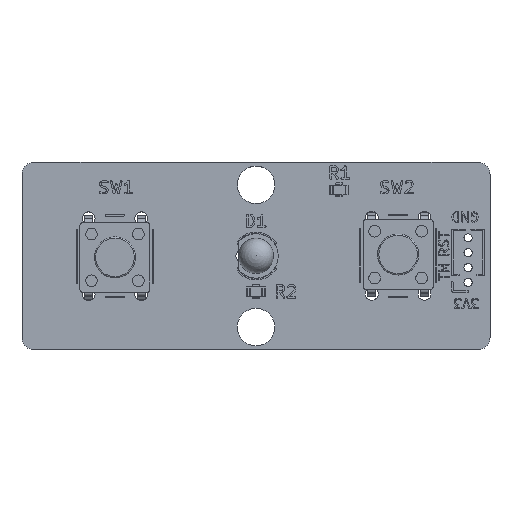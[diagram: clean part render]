
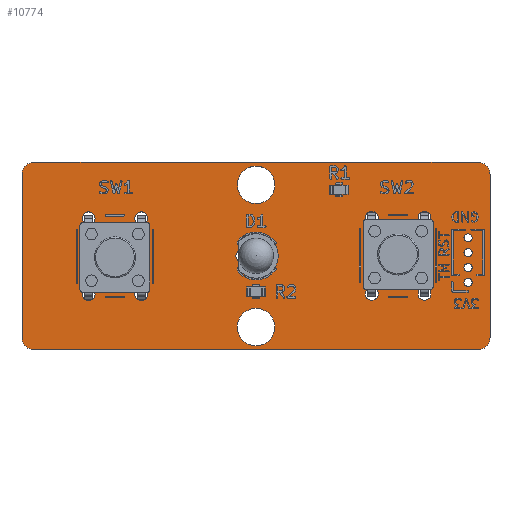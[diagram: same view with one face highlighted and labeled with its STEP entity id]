
A CAD part, top view. The second image highlights one B-rep face of the part: STEP entity #10774.
In plain terms, the highlighted planar face has unit normal (0, 0, 1).
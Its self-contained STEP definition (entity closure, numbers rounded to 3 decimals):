
#10433 = VERTEX_POINT('',#10434);
#10434 = CARTESIAN_POINT('',(113.46,-93.75,1.51));
#10440 = EDGE_CURVE('',#10433,#10441,#10443,.T.);
#10441 = VERTEX_POINT('',#10442);
#10442 = CARTESIAN_POINT('',(114.46,-94.75,1.51));
#10443 = CIRCLE('',#10444,1.);
#10444 = AXIS2_PLACEMENT_3D('',#10445,#10446,#10447);
#10445 = CARTESIAN_POINT('',(113.46,-94.75,1.51));
#10446 = DIRECTION('',(0.,0.,-1.));
#10447 = DIRECTION('',(0.,1.,0.));
#10475 = VERTEX_POINT('',#10476);
#10476 = CARTESIAN_POINT('',(105.46,-93.75,1.51));
#10482 = EDGE_CURVE('',#10475,#10433,#10483,.T.);
#10483 = LINE('',#10484,#10485);
#10484 = CARTESIAN_POINT('',(105.46,-93.75,1.51));
#10485 = VECTOR('',#10486,1.);
#10486 = DIRECTION('',(1.,0.,0.));
#10504 = EDGE_CURVE('',#10441,#10505,#10507,.T.);
#10505 = VERTEX_POINT('',#10506);
#10506 = CARTESIAN_POINT('',(114.46,-108.75,1.51));
#10507 = LINE('',#10508,#10509);
#10508 = CARTESIAN_POINT('',(114.46,-94.75,1.51));
#10509 = VECTOR('',#10510,1.);
#10510 = DIRECTION('',(0.,-1.,0.));
#10774 = ADVANCED_FACE('',(#10775,#10837,#10848,#10859,#10870,#10881,
    #10892,#10903,#10914,#10925,#10936,#10947,#10958,#10969,#10980,
    #10991,#11002),#11013,.T.);
#10775 = FACE_BOUND('',#10776,.T.);
#10776 = EDGE_LOOP('',(#10777,#10778,#10779,#10787,#10795,#10804,#10812,
    #10821,#10829,#10836));
#10777 = ORIENTED_EDGE('',*,*,#10440,.F.);
#10778 = ORIENTED_EDGE('',*,*,#10482,.F.);
#10779 = ORIENTED_EDGE('',*,*,#10780,.F.);
#10780 = EDGE_CURVE('',#10781,#10475,#10783,.T.);
#10781 = VERTEX_POINT('',#10782);
#10782 = CARTESIAN_POINT('',(83.46,-93.75,1.51));
#10783 = LINE('',#10784,#10785);
#10784 = CARTESIAN_POINT('',(83.46,-93.75,1.51));
#10785 = VECTOR('',#10786,1.);
#10786 = DIRECTION('',(1.,0.,0.));
#10787 = ORIENTED_EDGE('',*,*,#10788,.F.);
#10788 = EDGE_CURVE('',#10789,#10781,#10791,.T.);
#10789 = VERTEX_POINT('',#10790);
#10790 = CARTESIAN_POINT('',(75.46,-93.75,1.51));
#10791 = LINE('',#10792,#10793);
#10792 = CARTESIAN_POINT('',(75.46,-93.75,1.51));
#10793 = VECTOR('',#10794,1.);
#10794 = DIRECTION('',(1.,0.,0.));
#10795 = ORIENTED_EDGE('',*,*,#10796,.F.);
#10796 = EDGE_CURVE('',#10797,#10789,#10799,.T.);
#10797 = VERTEX_POINT('',#10798);
#10798 = CARTESIAN_POINT('',(74.46,-94.75,1.51));
#10799 = CIRCLE('',#10800,1.);
#10800 = AXIS2_PLACEMENT_3D('',#10801,#10802,#10803);
#10801 = CARTESIAN_POINT('',(75.46,-94.75,1.51));
#10802 = DIRECTION('',(0.,0.,-1.));
#10803 = DIRECTION('',(-1.,0.,-0.));
#10804 = ORIENTED_EDGE('',*,*,#10805,.F.);
#10805 = EDGE_CURVE('',#10806,#10797,#10808,.T.);
#10806 = VERTEX_POINT('',#10807);
#10807 = CARTESIAN_POINT('',(74.46,-108.75,1.51));
#10808 = LINE('',#10809,#10810);
#10809 = CARTESIAN_POINT('',(74.46,-108.75,1.51));
#10810 = VECTOR('',#10811,1.);
#10811 = DIRECTION('',(0.,1.,0.));
#10812 = ORIENTED_EDGE('',*,*,#10813,.F.);
#10813 = EDGE_CURVE('',#10814,#10806,#10816,.T.);
#10814 = VERTEX_POINT('',#10815);
#10815 = CARTESIAN_POINT('',(75.46,-109.75,1.51));
#10816 = CIRCLE('',#10817,1.);
#10817 = AXIS2_PLACEMENT_3D('',#10818,#10819,#10820);
#10818 = CARTESIAN_POINT('',(75.46,-108.75,1.51));
#10819 = DIRECTION('',(0.,0.,-1.));
#10820 = DIRECTION('',(0.,-1.,0.));
#10821 = ORIENTED_EDGE('',*,*,#10822,.F.);
#10822 = EDGE_CURVE('',#10823,#10814,#10825,.T.);
#10823 = VERTEX_POINT('',#10824);
#10824 = CARTESIAN_POINT('',(113.46,-109.75,1.51));
#10825 = LINE('',#10826,#10827);
#10826 = CARTESIAN_POINT('',(113.46,-109.75,1.51));
#10827 = VECTOR('',#10828,1.);
#10828 = DIRECTION('',(-1.,0.,0.));
#10829 = ORIENTED_EDGE('',*,*,#10830,.F.);
#10830 = EDGE_CURVE('',#10505,#10823,#10831,.T.);
#10831 = CIRCLE('',#10832,1.);
#10832 = AXIS2_PLACEMENT_3D('',#10833,#10834,#10835);
#10833 = CARTESIAN_POINT('',(113.46,-108.75,1.51));
#10834 = DIRECTION('',(0.,0.,-1.));
#10835 = DIRECTION('',(1.,0.,0.));
#10836 = ORIENTED_EDGE('',*,*,#10504,.F.);
#10837 = FACE_BOUND('',#10838,.T.);
#10838 = EDGE_LOOP('',(#10839));
#10839 = ORIENTED_EDGE('',*,*,#10840,.T.);
#10840 = EDGE_CURVE('',#10841,#10841,#10843,.T.);
#10841 = VERTEX_POINT('',#10842);
#10842 = CARTESIAN_POINT('',(94.46,-109.43,1.51));
#10843 = CIRCLE('',#10844,1.6);
#10844 = AXIS2_PLACEMENT_3D('',#10845,#10846,#10847);
#10845 = CARTESIAN_POINT('',(94.46,-107.83,1.51));
#10846 = DIRECTION('',(-0.,0.,-1.));
#10847 = DIRECTION('',(0.,-1.,0.));
#10848 = FACE_BOUND('',#10849,.T.);
#10849 = EDGE_LOOP('',(#10850));
#10850 = ORIENTED_EDGE('',*,*,#10851,.T.);
#10851 = EDGE_CURVE('',#10852,#10852,#10854,.T.);
#10852 = VERTEX_POINT('',#10853);
#10853 = CARTESIAN_POINT('',(80.15,-105.58,1.51));
#10854 = CIRCLE('',#10855,0.55);
#10855 = AXIS2_PLACEMENT_3D('',#10856,#10857,#10858);
#10856 = CARTESIAN_POINT('',(80.15,-105.03,1.51));
#10857 = DIRECTION('',(-0.,0.,-1.));
#10858 = DIRECTION('',(-0.,-1.,0.));
#10859 = FACE_BOUND('',#10860,.T.);
#10860 = EDGE_LOOP('',(#10861));
#10861 = ORIENTED_EDGE('',*,*,#10862,.T.);
#10862 = EDGE_CURVE('',#10863,#10863,#10865,.T.);
#10863 = VERTEX_POINT('',#10864);
#10864 = CARTESIAN_POINT('',(84.65,-105.58,1.51));
#10865 = CIRCLE('',#10866,0.55);
#10866 = AXIS2_PLACEMENT_3D('',#10867,#10868,#10869);
#10867 = CARTESIAN_POINT('',(84.65,-105.03,1.51));
#10868 = DIRECTION('',(-0.,0.,-1.));
#10869 = DIRECTION('',(-0.,-1.,0.));
#10870 = FACE_BOUND('',#10871,.T.);
#10871 = EDGE_LOOP('',(#10872));
#10872 = ORIENTED_EDGE('',*,*,#10873,.T.);
#10873 = EDGE_CURVE('',#10874,#10874,#10876,.T.);
#10874 = VERTEX_POINT('',#10875);
#10875 = CARTESIAN_POINT('',(104.36,-105.54,1.51));
#10876 = CIRCLE('',#10877,0.55);
#10877 = AXIS2_PLACEMENT_3D('',#10878,#10879,#10880);
#10878 = CARTESIAN_POINT('',(104.36,-104.99,1.51));
#10879 = DIRECTION('',(-0.,0.,-1.));
#10880 = DIRECTION('',(-0.,-1.,0.));
#10881 = FACE_BOUND('',#10882,.T.);
#10882 = EDGE_LOOP('',(#10883));
#10883 = ORIENTED_EDGE('',*,*,#10884,.T.);
#10884 = EDGE_CURVE('',#10885,#10885,#10887,.T.);
#10885 = VERTEX_POINT('',#10886);
#10886 = CARTESIAN_POINT('',(108.86,-105.54,1.51));
#10887 = CIRCLE('',#10888,0.55);
#10888 = AXIS2_PLACEMENT_3D('',#10889,#10890,#10891);
#10889 = CARTESIAN_POINT('',(108.86,-104.99,1.51));
#10890 = DIRECTION('',(-0.,0.,-1.));
#10891 = DIRECTION('',(-0.,-1.,0.));
#10892 = FACE_BOUND('',#10893,.T.);
#10893 = EDGE_LOOP('',(#10894));
#10894 = ORIENTED_EDGE('',*,*,#10895,.T.);
#10895 = EDGE_CURVE('',#10896,#10896,#10898,.T.);
#10896 = VERTEX_POINT('',#10897);
#10897 = CARTESIAN_POINT('',(112.585,-104.36,1.51));
#10898 = CIRCLE('',#10899,0.35);
#10899 = AXIS2_PLACEMENT_3D('',#10900,#10901,#10902);
#10900 = CARTESIAN_POINT('',(112.585,-104.01,1.51));
#10901 = DIRECTION('',(-0.,0.,-1.));
#10902 = DIRECTION('',(0.,-1.,0.));
#10903 = FACE_BOUND('',#10904,.T.);
#10904 = EDGE_LOOP('',(#10905));
#10905 = ORIENTED_EDGE('',*,*,#10906,.T.);
#10906 = EDGE_CURVE('',#10907,#10907,#10909,.T.);
#10907 = VERTEX_POINT('',#10908);
#10908 = CARTESIAN_POINT('',(112.585,-103.09,1.51));
#10909 = CIRCLE('',#10910,0.35);
#10910 = AXIS2_PLACEMENT_3D('',#10911,#10912,#10913);
#10911 = CARTESIAN_POINT('',(112.585,-102.74,1.51));
#10912 = DIRECTION('',(-0.,0.,-1.));
#10913 = DIRECTION('',(0.,-1.,0.));
#10914 = FACE_BOUND('',#10915,.T.);
#10915 = EDGE_LOOP('',(#10916));
#10916 = ORIENTED_EDGE('',*,*,#10917,.T.);
#10917 = EDGE_CURVE('',#10918,#10918,#10920,.T.);
#10918 = VERTEX_POINT('',#10919);
#10919 = CARTESIAN_POINT('',(80.15,-99.08,1.51));
#10920 = CIRCLE('',#10921,0.55);
#10921 = AXIS2_PLACEMENT_3D('',#10922,#10923,#10924);
#10922 = CARTESIAN_POINT('',(80.15,-98.53,1.51));
#10923 = DIRECTION('',(-0.,0.,-1.));
#10924 = DIRECTION('',(-0.,-1.,0.));
#10925 = FACE_BOUND('',#10926,.T.);
#10926 = EDGE_LOOP('',(#10927));
#10927 = ORIENTED_EDGE('',*,*,#10928,.T.);
#10928 = EDGE_CURVE('',#10929,#10929,#10931,.T.);
#10929 = VERTEX_POINT('',#10930);
#10930 = CARTESIAN_POINT('',(84.65,-99.08,1.51));
#10931 = CIRCLE('',#10932,0.55);
#10932 = AXIS2_PLACEMENT_3D('',#10933,#10934,#10935);
#10933 = CARTESIAN_POINT('',(84.65,-98.53,1.51));
#10934 = DIRECTION('',(-0.,0.,-1.));
#10935 = DIRECTION('',(-0.,-1.,0.));
#10936 = FACE_BOUND('',#10937,.T.);
#10937 = EDGE_LOOP('',(#10938));
#10938 = ORIENTED_EDGE('',*,*,#10939,.T.);
#10939 = EDGE_CURVE('',#10940,#10940,#10942,.T.);
#10940 = VERTEX_POINT('',#10941);
#10941 = CARTESIAN_POINT('',(93.19,-102.2,1.51));
#10942 = CIRCLE('',#10943,0.45);
#10943 = AXIS2_PLACEMENT_3D('',#10944,#10945,#10946);
#10944 = CARTESIAN_POINT('',(93.19,-101.75,1.51));
#10945 = DIRECTION('',(-0.,0.,-1.));
#10946 = DIRECTION('',(-0.,-1.,0.));
#10947 = FACE_BOUND('',#10948,.T.);
#10948 = EDGE_LOOP('',(#10949));
#10949 = ORIENTED_EDGE('',*,*,#10950,.T.);
#10950 = EDGE_CURVE('',#10951,#10951,#10953,.T.);
#10951 = VERTEX_POINT('',#10952);
#10952 = CARTESIAN_POINT('',(95.73,-102.2,1.51));
#10953 = CIRCLE('',#10954,0.45);
#10954 = AXIS2_PLACEMENT_3D('',#10955,#10956,#10957);
#10955 = CARTESIAN_POINT('',(95.73,-101.75,1.51));
#10956 = DIRECTION('',(-0.,0.,-1.));
#10957 = DIRECTION('',(-0.,-1.,0.));
#10958 = FACE_BOUND('',#10959,.T.);
#10959 = EDGE_LOOP('',(#10960));
#10960 = ORIENTED_EDGE('',*,*,#10961,.T.);
#10961 = EDGE_CURVE('',#10962,#10962,#10964,.T.);
#10962 = VERTEX_POINT('',#10963);
#10963 = CARTESIAN_POINT('',(94.47,-97.27,1.51));
#10964 = CIRCLE('',#10965,1.6);
#10965 = AXIS2_PLACEMENT_3D('',#10966,#10967,#10968);
#10966 = CARTESIAN_POINT('',(94.47,-95.67,1.51));
#10967 = DIRECTION('',(-0.,0.,-1.));
#10968 = DIRECTION('',(-0.,-1.,0.));
#10969 = FACE_BOUND('',#10970,.T.);
#10970 = EDGE_LOOP('',(#10971));
#10971 = ORIENTED_EDGE('',*,*,#10972,.T.);
#10972 = EDGE_CURVE('',#10973,#10973,#10975,.T.);
#10973 = VERTEX_POINT('',#10974);
#10974 = CARTESIAN_POINT('',(104.36,-99.04,1.51));
#10975 = CIRCLE('',#10976,0.55);
#10976 = AXIS2_PLACEMENT_3D('',#10977,#10978,#10979);
#10977 = CARTESIAN_POINT('',(104.36,-98.49,1.51));
#10978 = DIRECTION('',(-0.,0.,-1.));
#10979 = DIRECTION('',(-0.,-1.,0.));
#10980 = FACE_BOUND('',#10981,.T.);
#10981 = EDGE_LOOP('',(#10982));
#10982 = ORIENTED_EDGE('',*,*,#10983,.T.);
#10983 = EDGE_CURVE('',#10984,#10984,#10986,.T.);
#10984 = VERTEX_POINT('',#10985);
#10985 = CARTESIAN_POINT('',(112.585,-101.82,1.51));
#10986 = CIRCLE('',#10987,0.35);
#10987 = AXIS2_PLACEMENT_3D('',#10988,#10989,#10990);
#10988 = CARTESIAN_POINT('',(112.585,-101.47,1.51));
#10989 = DIRECTION('',(-0.,0.,-1.));
#10990 = DIRECTION('',(0.,-1.,0.));
#10991 = FACE_BOUND('',#10992,.T.);
#10992 = EDGE_LOOP('',(#10993));
#10993 = ORIENTED_EDGE('',*,*,#10994,.T.);
#10994 = EDGE_CURVE('',#10995,#10995,#10997,.T.);
#10995 = VERTEX_POINT('',#10996);
#10996 = CARTESIAN_POINT('',(112.585,-100.55,1.51));
#10997 = CIRCLE('',#10998,0.35);
#10998 = AXIS2_PLACEMENT_3D('',#10999,#11000,#11001);
#10999 = CARTESIAN_POINT('',(112.585,-100.2,1.51));
#11000 = DIRECTION('',(-0.,0.,-1.));
#11001 = DIRECTION('',(0.,-1.,0.));
#11002 = FACE_BOUND('',#11003,.T.);
#11003 = EDGE_LOOP('',(#11004));
#11004 = ORIENTED_EDGE('',*,*,#11005,.T.);
#11005 = EDGE_CURVE('',#11006,#11006,#11008,.T.);
#11006 = VERTEX_POINT('',#11007);
#11007 = CARTESIAN_POINT('',(108.86,-99.04,1.51));
#11008 = CIRCLE('',#11009,0.55);
#11009 = AXIS2_PLACEMENT_3D('',#11010,#11011,#11012);
#11010 = CARTESIAN_POINT('',(108.86,-98.49,1.51));
#11011 = DIRECTION('',(-0.,0.,-1.));
#11012 = DIRECTION('',(-0.,-1.,0.));
#11013 = PLANE('',#11014);
#11014 = AXIS2_PLACEMENT_3D('',#11015,#11016,#11017);
#11015 = CARTESIAN_POINT('',(0.,0.,1.51));
#11016 = DIRECTION('',(0.,0.,1.));
#11017 = DIRECTION('',(1.,0.,-0.));
